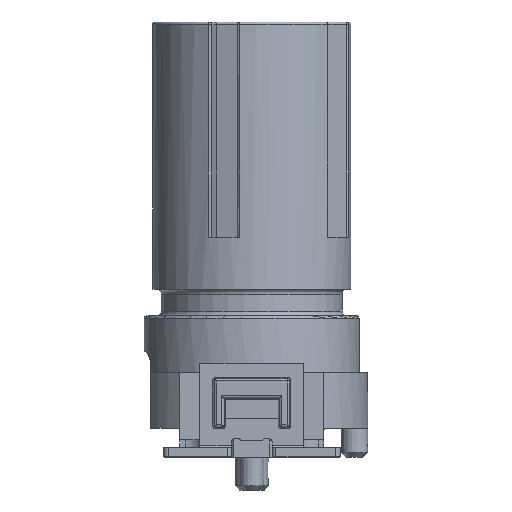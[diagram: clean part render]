
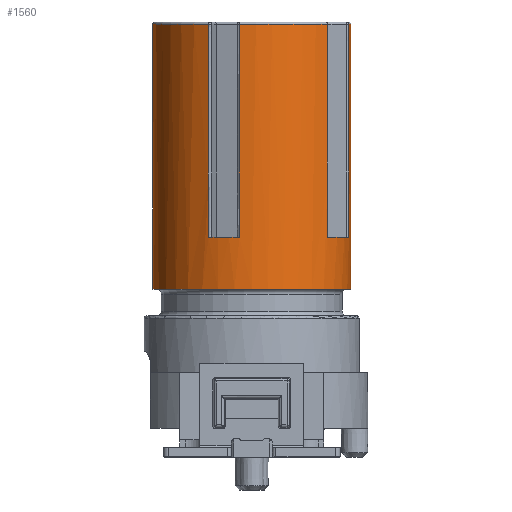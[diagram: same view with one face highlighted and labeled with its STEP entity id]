
A CAD part, left-side view. The second image highlights one B-rep face of the part: STEP entity #1560.
In plain terms, the highlighted cylindrical face has radius 4.1 mm (diameter 8.2 mm), a full revolution.
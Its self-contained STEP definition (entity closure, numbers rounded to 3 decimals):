
#807=FACE_BOUND('',#3575,.T.);
#808=FACE_BOUND('',#3576,.T.);
#1012=CYLINDRICAL_SURFACE('',#15366,4.1);
#1120=ELLIPSE('',#15354,9167.325,4.1);
#1121=ELLIPSE('',#15356,9167.325,4.1);
#1122=ELLIPSE('',#15358,9167.325,4.1);
#1123=ELLIPSE('',#15360,9167.325,4.1);
#1124=ELLIPSE('',#15362,9167.325,4.1);
#1125=ELLIPSE('',#15364,9167.325,4.1);
#1560=ADVANCED_FACE('',(#807,#808),#1012,.T.);
#3575=EDGE_LOOP('',(#6797,#6798,#6799,#6800,#6801,#6802,#6803,#6804,#6805,
#6806,#6807,#6808));
#3576=EDGE_LOOP('',(#6809));
#4226=CIRCLE('',#15353,4.1);
#4227=CIRCLE('',#15355,4.1);
#4228=CIRCLE('',#15357,4.1);
#4229=CIRCLE('',#15359,4.1);
#4230=CIRCLE('',#15361,4.1);
#4231=CIRCLE('',#15363,4.1);
#4232=CIRCLE('',#15365,4.1);
#6797=ORIENTED_EDGE('',*,*,#11110,.T.);
#6798=ORIENTED_EDGE('',*,*,#11111,.T.);
#6799=ORIENTED_EDGE('',*,*,#11112,.T.);
#6800=ORIENTED_EDGE('',*,*,#11113,.T.);
#6801=ORIENTED_EDGE('',*,*,#11114,.T.);
#6802=ORIENTED_EDGE('',*,*,#11115,.T.);
#6803=ORIENTED_EDGE('',*,*,#11116,.T.);
#6804=ORIENTED_EDGE('',*,*,#11117,.T.);
#6805=ORIENTED_EDGE('',*,*,#11118,.T.);
#6806=ORIENTED_EDGE('',*,*,#11119,.T.);
#6807=ORIENTED_EDGE('',*,*,#11120,.T.);
#6808=ORIENTED_EDGE('',*,*,#11121,.T.);
#6809=ORIENTED_EDGE('',*,*,#11122,.T.);
#9444=VERTEX_POINT('',#24032);
#9445=VERTEX_POINT('',#24033);
#9446=VERTEX_POINT('',#24035);
#9447=VERTEX_POINT('',#24037);
#9448=VERTEX_POINT('',#24039);
#9449=VERTEX_POINT('',#24041);
#9450=VERTEX_POINT('',#24043);
#9451=VERTEX_POINT('',#24045);
#9452=VERTEX_POINT('',#24047);
#9453=VERTEX_POINT('',#24049);
#9454=VERTEX_POINT('',#24051);
#9455=VERTEX_POINT('',#24053);
#9456=VERTEX_POINT('',#24056);
#11110=EDGE_CURVE('',#9444,#9445,#4226,.T.);
#11111=EDGE_CURVE('',#9445,#9446,#1120,.T.);
#11112=EDGE_CURVE('',#9446,#9447,#4227,.T.);
#11113=EDGE_CURVE('',#9447,#9448,#1121,.T.);
#11114=EDGE_CURVE('',#9448,#9449,#4228,.T.);
#11115=EDGE_CURVE('',#9449,#9450,#1122,.T.);
#11116=EDGE_CURVE('',#9450,#9451,#4229,.T.);
#11117=EDGE_CURVE('',#9451,#9452,#1123,.T.);
#11118=EDGE_CURVE('',#9452,#9453,#4230,.T.);
#11119=EDGE_CURVE('',#9453,#9454,#1124,.T.);
#11120=EDGE_CURVE('',#9454,#9455,#4231,.T.);
#11121=EDGE_CURVE('',#9455,#9444,#1125,.T.);
#11122=EDGE_CURVE('',#9456,#9456,#4232,.T.);
#15353=AXIS2_PLACEMENT_3D('',#24031,#17683,#17684);
#15354=AXIS2_PLACEMENT_3D('',#24034,#17685,#17686);
#15355=AXIS2_PLACEMENT_3D('',#24036,#17687,#17688);
#15356=AXIS2_PLACEMENT_3D('',#24038,#17689,#17690);
#15357=AXIS2_PLACEMENT_3D('',#24040,#17691,#17692);
#15358=AXIS2_PLACEMENT_3D('',#24042,#17693,#17694);
#15359=AXIS2_PLACEMENT_3D('',#24044,#17695,#17696);
#15360=AXIS2_PLACEMENT_3D('',#24046,#17697,#17698);
#15361=AXIS2_PLACEMENT_3D('',#24048,#17699,#17700);
#15362=AXIS2_PLACEMENT_3D('',#24050,#17701,#17702);
#15363=AXIS2_PLACEMENT_3D('',#24052,#17703,#17704);
#15364=AXIS2_PLACEMENT_3D('',#24054,#17705,#17706);
#15365=AXIS2_PLACEMENT_3D('',#24055,#17707,#17708);
#15366=AXIS2_PLACEMENT_3D('',#24057,#17709,#17710);
#17683=DIRECTION('',(0.,0.,-1.));
#17684=DIRECTION('',(-1.,0.,0.));
#17685=DIRECTION('',(-1.,0.,0.));
#17686=DIRECTION('',(0.,0.,-1.));
#17687=DIRECTION('',(0.,0.,-1.));
#17688=DIRECTION('',(-1.,0.,0.));
#17689=DIRECTION('',(1.,0.,0.));
#17690=DIRECTION('',(0.,0.,-1.));
#17691=DIRECTION('',(0.,0.,-1.));
#17692=DIRECTION('',(-1.,0.,0.));
#17693=DIRECTION('',(0.,1.,0.));
#17694=DIRECTION('',(0.,0.,-1.));
#17695=DIRECTION('',(0.,0.,-1.));
#17696=DIRECTION('',(-1.,0.,0.));
#17697=DIRECTION('',(-0.284,-0.959,0.));
#17698=DIRECTION('',(0.,0.,-1.));
#17699=DIRECTION('',(0.,0.,-1.));
#17700=DIRECTION('',(-1.,0.,0.));
#17701=DIRECTION('',(0.284,0.959,0.));
#17702=DIRECTION('',(0.,0.,-1.));
#17703=DIRECTION('',(0.,0.,-1.));
#17704=DIRECTION('',(-1.,0.,0.));
#17705=DIRECTION('',(0.,1.,0.));
#17706=DIRECTION('',(0.,0.,-1.));
#17707=DIRECTION('',(0.,0.,1.));
#17708=DIRECTION('',(-1.,0.,0.));
#17709=DIRECTION('',(0.,0.,-1.));
#17710=DIRECTION('',(0.707,-0.707,0.));
#24031=CARTESIAN_POINT('',(7.5,7.85,10.7));
#24032=CARTESIAN_POINT('',(10.153,4.724,10.7));
#24033=CARTESIAN_POINT('',(8.32,3.833,10.7));
#24034=CARTESIAN_POINT('',(7.5,7.85,1844.165));
#24035=CARTESIAN_POINT('',(8.316,3.832,19.5));
#24036=CARTESIAN_POINT('',(7.5,7.85,19.5));
#24037=CARTESIAN_POINT('',(6.684,3.832,19.5));
#24038=CARTESIAN_POINT('',(7.5,7.85,1844.165));
#24039=CARTESIAN_POINT('',(6.68,3.833,10.7));
#24040=CARTESIAN_POINT('',(7.5,7.85,10.7));
#24041=CARTESIAN_POINT('',(4.847,4.724,10.7));
#24042=CARTESIAN_POINT('',(7.5,7.85,7000.785));
#24043=CARTESIAN_POINT('',(4.843,4.728,19.5));
#24044=CARTESIAN_POINT('',(7.5,7.85,19.5));
#24045=CARTESIAN_POINT('',(3.431,8.356,19.5));
#24046=CARTESIAN_POINT('',(7.5,7.85,-1478.99));
#24047=CARTESIAN_POINT('',(3.432,8.36,10.7));
#24048=CARTESIAN_POINT('',(7.5,7.85,10.7));
#24049=CARTESIAN_POINT('',(3.81,9.638,10.7));
#24050=CARTESIAN_POINT('',(7.5,7.85,-1478.99));
#24051=CARTESIAN_POINT('',(3.812,9.641,19.5));
#24052=CARTESIAN_POINT('',(7.5,7.85,19.5));
#24053=CARTESIAN_POINT('',(10.157,4.728,19.5));
#24054=CARTESIAN_POINT('',(7.5,7.85,7000.785));
#24055=CARTESIAN_POINT('',(7.5,7.85,8.55));
#24056=CARTESIAN_POINT('',(3.4,7.85,8.55));
#24057=CARTESIAN_POINT('',(7.5,7.85,17.6));
